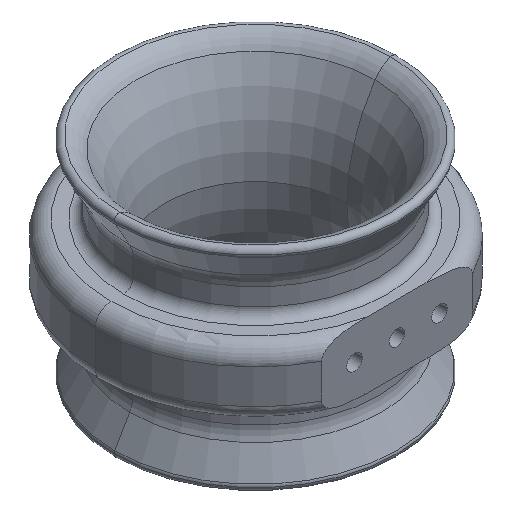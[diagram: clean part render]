
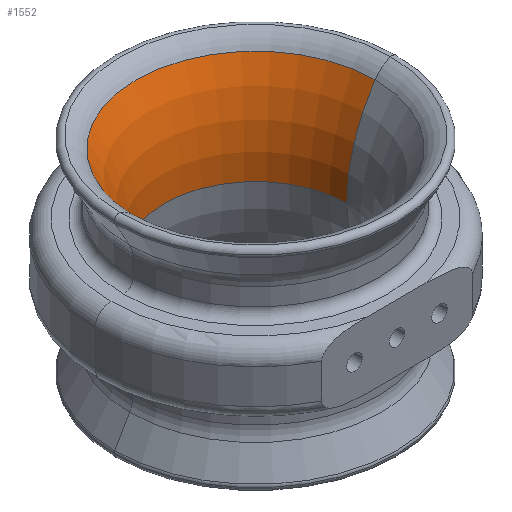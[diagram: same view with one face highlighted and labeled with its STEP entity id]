
A CAD part, isometric view. The second image highlights one B-rep face of the part: STEP entity #1552.
In plain terms, the highlighted toroidal (fillet/blend) face has major radius 82 mm and minor radius 53 mm.
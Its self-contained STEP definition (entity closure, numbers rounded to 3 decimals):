
#175 = CARTESIAN_POINT ( 'NONE',  ( 29., 0., 0. ) ) ;
#198 = AXIS2_PLACEMENT_3D ( 'NONE', #514, #1627, #2378 ) ;
#264 = CARTESIAN_POINT ( 'NONE',  ( 0., 0., 0. ) ) ;
#273 = CIRCLE ( 'NONE', #198, 53. ) ;
#296 = VERTEX_POINT ( 'NONE', #175 ) ;
#325 = DIRECTION ( 'NONE',  ( 1., 0., 0. ) ) ;
#341 = CIRCLE ( 'NONE', #1202, 53. ) ;
#370 = DIRECTION ( 'NONE',  ( 0., -1., 0. ) ) ;
#425 = EDGE_CURVE ( 'NONE', #2030, #296, #692, .T. ) ;
#463 = ORIENTED_EDGE ( 'NONE', *, *, #1615, .F. ) ;
#514 = CARTESIAN_POINT ( 'NONE',  ( -82., 0., 0. ) ) ;
#591 = CARTESIAN_POINT ( 'NONE',  ( 82., 0., 0. ) ) ;
#604 = VERTEX_POINT ( 'NONE', #2190 ) ;
#692 = CIRCLE ( 'NONE', #1908, 29. ) ;
#769 = EDGE_CURVE ( 'NONE', #604, #296, #341, .T. ) ;
#779 = ORIENTED_EDGE ( 'NONE', *, *, #2244, .T. ) ;
#901 = AXIS2_PLACEMENT_3D ( 'NONE', #2144, #1215, #1966 ) ;
#978 = CIRCLE ( 'NONE', #901, 38.004 ) ;
#1031 = CARTESIAN_POINT ( 'NONE',  ( -38.004, 0., 29.552 ) ) ;
#1114 = ORIENTED_EDGE ( 'NONE', *, *, #769, .F. ) ;
#1153 = CARTESIAN_POINT ( 'NONE',  ( -29., 0., 0. ) ) ;
#1202 = AXIS2_PLACEMENT_3D ( 'NONE', #591, #370, #1868 ) ;
#1215 = DIRECTION ( 'NONE',  ( 0., 0., 1. ) ) ;
#1224 = DIRECTION ( 'NONE',  ( 1., 0., 0. ) ) ;
#1455 = CARTESIAN_POINT ( 'NONE',  ( 0., 0., 0. ) ) ;
#1552 = ADVANCED_FACE ( 'NONE', ( #1999 ), #1560, .T. ) ;
#1560 = TOROIDAL_SURFACE ( 'NONE', #2111, 82., 53. ) ;
#1615 = EDGE_CURVE ( 'NONE', #2030, #2242, #273, .T. ) ;
#1627 = DIRECTION ( 'NONE',  ( 0., -1., 0. ) ) ;
#1766 = DIRECTION ( 'NONE',  ( 0., 0., -1. ) ) ;
#1868 = DIRECTION ( 'NONE',  ( 1., 0., 0. ) ) ;
#1895 = ORIENTED_EDGE ( 'NONE', *, *, #425, .T. ) ;
#1908 = AXIS2_PLACEMENT_3D ( 'NONE', #264, #1766, #1224 ) ;
#1966 = DIRECTION ( 'NONE',  ( 1., 0., 0. ) ) ;
#1999 = FACE_OUTER_BOUND ( 'NONE', #2203, .T. ) ;
#2030 = VERTEX_POINT ( 'NONE', #1153 ) ;
#2111 = AXIS2_PLACEMENT_3D ( 'NONE', #1455, #2202, #325 ) ;
#2144 = CARTESIAN_POINT ( 'NONE',  ( 0., 0., 29.552 ) ) ;
#2190 = CARTESIAN_POINT ( 'NONE',  ( 38.004, 0., 29.552 ) ) ;
#2202 = DIRECTION ( 'NONE',  ( 0., 0., 1. ) ) ;
#2203 = EDGE_LOOP ( 'NONE', ( #1895, #1114, #779, #463 ) ) ;
#2242 = VERTEX_POINT ( 'NONE', #1031 ) ;
#2244 = EDGE_CURVE ( 'NONE', #604, #2242, #978, .T. ) ;
#2378 = DIRECTION ( 'NONE',  ( -1., 0., 0. ) ) ;
